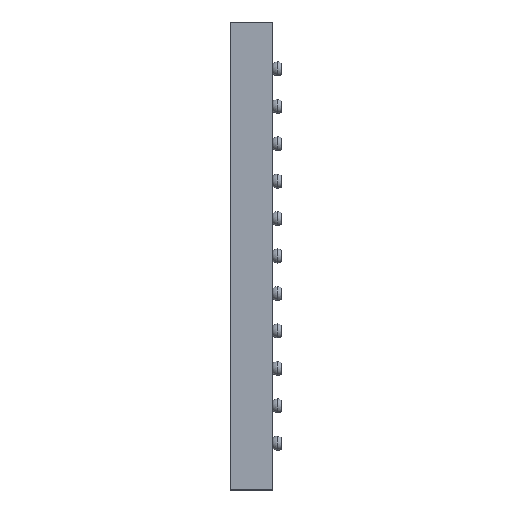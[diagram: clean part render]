
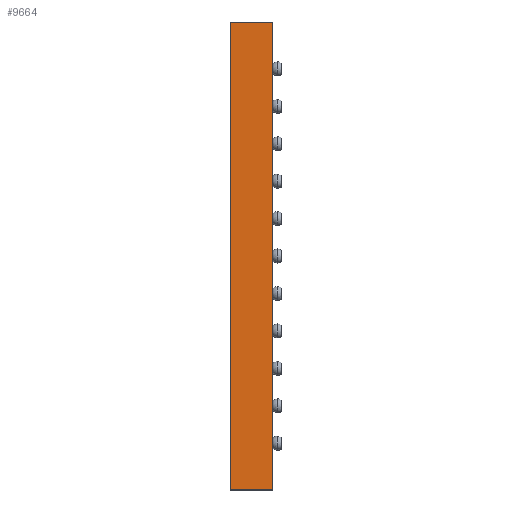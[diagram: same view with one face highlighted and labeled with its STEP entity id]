
A CAD part, left-side view. The second image highlights one B-rep face of the part: STEP entity #9664.
In plain terms, the highlighted planar face has unit normal (-1, 0, 0).
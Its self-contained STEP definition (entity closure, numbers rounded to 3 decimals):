
#121 = DIRECTION ( 'NONE',  ( 0., 0., -1. ) ) ;
#719 = VECTOR ( 'NONE', #3755, 1000. ) ;
#762 = ORIENTED_EDGE ( 'NONE', *, *, #8532, .F. ) ;
#988 = LINE ( 'NONE', #10133, #10027 ) ;
#1127 = EDGE_CURVE ( 'NONE', #2903, #1208, #1418, .T. ) ;
#1208 = VERTEX_POINT ( 'NONE', #10713 ) ;
#1418 = LINE ( 'NONE', #1660, #11691 ) ;
#1419 = LINE ( 'NONE', #10217, #719 ) ;
#1660 = CARTESIAN_POINT ( 'NONE',  ( -5., 1.1, 5. ) ) ;
#1904 = CARTESIAN_POINT ( 'NONE',  ( -5., 1.1, 5. ) ) ;
#2317 = PLANE ( 'NONE',  #6361 ) ;
#2489 = FACE_OUTER_BOUND ( 'NONE', #4134, .T. ) ;
#2903 = VERTEX_POINT ( 'NONE', #1904 ) ;
#3755 = DIRECTION ( 'NONE',  ( 0., -1., 0. ) ) ;
#4134 = EDGE_LOOP ( 'NONE', ( #6189, #6364, #762, #13653 ) ) ;
#5363 = CARTESIAN_POINT ( 'NONE',  ( -5., 0.2, -5. ) ) ;
#5697 = CARTESIAN_POINT ( 'NONE',  ( -5., 1.1, -5. ) ) ;
#6189 = ORIENTED_EDGE ( 'NONE', *, *, #7479, .T. ) ;
#6361 = AXIS2_PLACEMENT_3D ( 'NONE', #13118, #14500, #121 ) ;
#6364 = ORIENTED_EDGE ( 'NONE', *, *, #1127, .F. ) ;
#6470 = DIRECTION ( 'NONE',  ( 0., 0., 1. ) ) ;
#7479 = EDGE_CURVE ( 'NONE', #8094, #1208, #988, .T. ) ;
#7482 = DIRECTION ( 'NONE',  ( 0., 0., 1. ) ) ;
#7755 = CARTESIAN_POINT ( 'NONE',  ( -5., 1.1, 5. ) ) ;
#8094 = VERTEX_POINT ( 'NONE', #5363 ) ;
#8532 = EDGE_CURVE ( 'NONE', #13474, #2903, #12815, .T. ) ;
#9664 = ADVANCED_FACE ( 'NONE', ( #2489 ), #2317, .F. ) ;
#10027 = VECTOR ( 'NONE', #7482, 1000. ) ;
#10133 = CARTESIAN_POINT ( 'NONE',  ( -5., 0.2, 5. ) ) ;
#10217 = CARTESIAN_POINT ( 'NONE',  ( -5., 1.1, -5. ) ) ;
#10633 = DIRECTION ( 'NONE',  ( 0., -1., 0. ) ) ;
#10713 = CARTESIAN_POINT ( 'NONE',  ( -5., 0.2, 5. ) ) ;
#11691 = VECTOR ( 'NONE', #10633, 1000. ) ;
#12815 = LINE ( 'NONE', #7755, #16532 ) ;
#13118 = CARTESIAN_POINT ( 'NONE',  ( -5., 1.1, 5. ) ) ;
#13148 = EDGE_CURVE ( 'NONE', #13474, #8094, #1419, .T. ) ;
#13474 = VERTEX_POINT ( 'NONE', #5697 ) ;
#13653 = ORIENTED_EDGE ( 'NONE', *, *, #13148, .T. ) ;
#14500 = DIRECTION ( 'NONE',  ( 1., 0., 0. ) ) ;
#16532 = VECTOR ( 'NONE', #6470, 1000. ) ;
